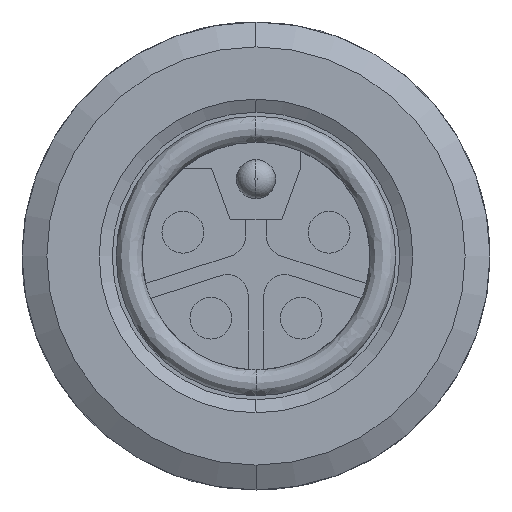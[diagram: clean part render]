
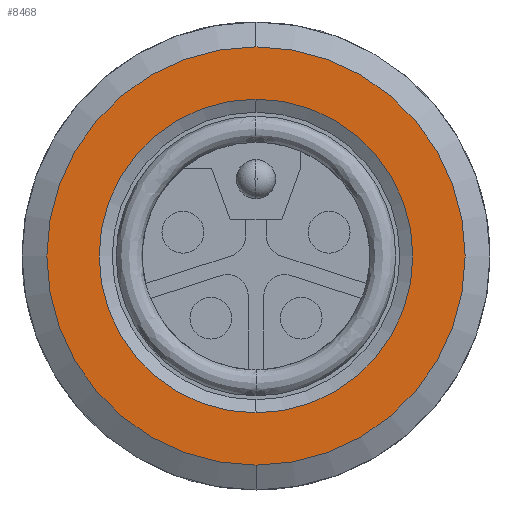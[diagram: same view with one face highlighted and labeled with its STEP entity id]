
A CAD part, front view. The second image highlights one B-rep face of the part: STEP entity #8468.
In plain terms, the highlighted planar face has unit normal (0, -1, 0).
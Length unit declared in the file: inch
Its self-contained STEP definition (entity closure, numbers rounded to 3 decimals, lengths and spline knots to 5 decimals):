
#147 = PLANE ( 'NONE',  #5073 ) ;
#333 = DIRECTION ( 'NONE',  ( 0., -1., 0. ) ) ;
#564 = ORIENTED_EDGE ( 'NONE', *, *, #1450, .F. ) ;
#794 = CARTESIAN_POINT ( 'NONE',  ( 0., -0.65748, 0. ) ) ;
#1043 = DIRECTION ( 'NONE',  ( 0., 1., 0. ) ) ;
#1175 = CIRCLE ( 'NONE', #6052, 0.31496 ) ;
#1188 = CIRCLE ( 'NONE', #6704, 0.31496 ) ;
#1450 = EDGE_CURVE ( 'NONE', #5803, #9211, #1175, .T. ) ;
#1720 = VERTEX_POINT ( 'NONE', #5459 ) ;
#1866 = CIRCLE ( 'NONE', #7529, 0.23622 ) ;
#2118 = CIRCLE ( 'NONE', #8879, 0.23622 ) ;
#2647 = VERTEX_POINT ( 'NONE', #7594 ) ;
#3318 = DIRECTION ( 'NONE',  ( 0., 0., -1. ) ) ;
#3776 = DIRECTION ( 'NONE',  ( 0., 0., 1. ) ) ;
#3961 = EDGE_CURVE ( 'NONE', #9211, #5803, #1188, .T. ) ;
#3981 = CARTESIAN_POINT ( 'NONE',  ( 0., -0.65748, 0. ) ) ;
#4973 = DIRECTION ( 'NONE',  ( 0., 0., -1. ) ) ;
#5073 = AXIS2_PLACEMENT_3D ( 'NONE', #6332, #333, #3318 ) ;
#5184 = DIRECTION ( 'NONE',  ( 0., 0., 1. ) ) ;
#5459 = CARTESIAN_POINT ( 'NONE',  ( 0., -0.65748, 0.23622 ) ) ;
#5609 = CARTESIAN_POINT ( 'NONE',  ( 0., -0.65748, 0.31496 ) ) ;
#5803 = VERTEX_POINT ( 'NONE', #9696 ) ;
#6052 = AXIS2_PLACEMENT_3D ( 'NONE', #794, #6061, #3776 ) ;
#6061 = DIRECTION ( 'NONE',  ( 0., 1., 0. ) ) ;
#6332 = CARTESIAN_POINT ( 'NONE',  ( -0.25764, -0.65748, 0.18116 ) ) ;
#6360 = EDGE_CURVE ( 'NONE', #2647, #1720, #1866, .T. ) ;
#6474 = ORIENTED_EDGE ( 'NONE', *, *, #6360, .T. ) ;
#6536 = EDGE_CURVE ( 'NONE', #1720, #2647, #2118, .T. ) ;
#6626 = EDGE_LOOP ( 'NONE', ( #6474, #6876 ) ) ;
#6704 = AXIS2_PLACEMENT_3D ( 'NONE', #8146, #9575, #5184 ) ;
#6876 = ORIENTED_EDGE ( 'NONE', *, *, #6536, .T. ) ;
#7005 = DIRECTION ( 'NONE',  ( 0., 1., 0. ) ) ;
#7077 = FACE_OUTER_BOUND ( 'NONE', #7119, .T. ) ;
#7119 = EDGE_LOOP ( 'NONE', ( #9495, #564 ) ) ;
#7529 = AXIS2_PLACEMENT_3D ( 'NONE', #3981, #7005, #9127 ) ;
#7594 = CARTESIAN_POINT ( 'NONE',  ( 0., -0.65748, -0.23622 ) ) ;
#7825 = FACE_BOUND ( 'NONE', #6626, .T. ) ;
#8146 = CARTESIAN_POINT ( 'NONE',  ( 0., -0.65748, 0. ) ) ;
#8468 = ADVANCED_FACE ( 'NONE', ( #7825, #7077 ), #147, .T. ) ;
#8879 = AXIS2_PLACEMENT_3D ( 'NONE', #9561, #1043, #4973 ) ;
#9127 = DIRECTION ( 'NONE',  ( 0., 0., -1. ) ) ;
#9211 = VERTEX_POINT ( 'NONE', #5609 ) ;
#9495 = ORIENTED_EDGE ( 'NONE', *, *, #3961, .F. ) ;
#9561 = CARTESIAN_POINT ( 'NONE',  ( 0., -0.65748, 0. ) ) ;
#9575 = DIRECTION ( 'NONE',  ( 0., 1., 0. ) ) ;
#9696 = CARTESIAN_POINT ( 'NONE',  ( 0., -0.65748, -0.31496 ) ) ;
